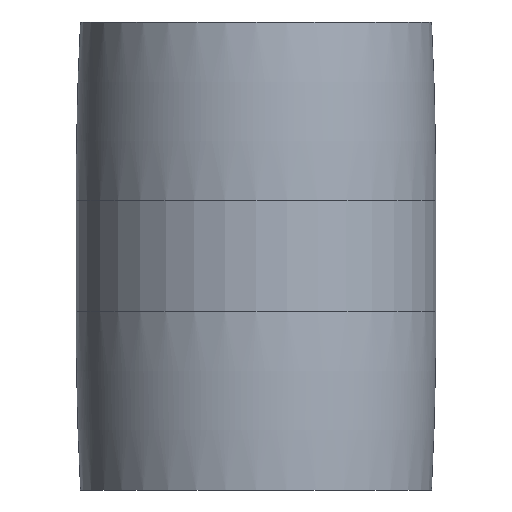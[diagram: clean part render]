
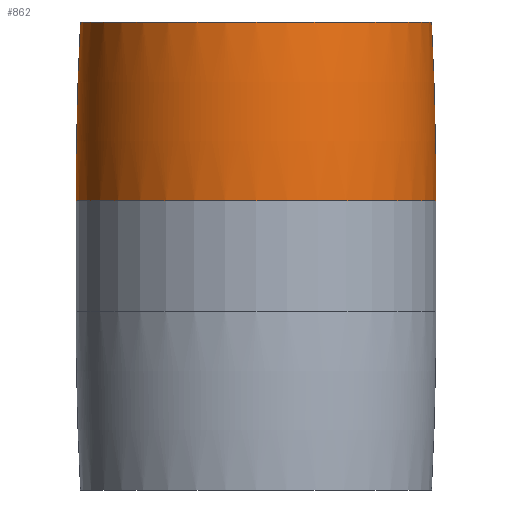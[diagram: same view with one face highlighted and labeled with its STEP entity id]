
A CAD part, front view. The second image highlights one B-rep face of the part: STEP entity #862.
In plain terms, the highlighted toroidal (fillet/blend) face has major radius 779.875 mm and minor radius 820.625 mm.
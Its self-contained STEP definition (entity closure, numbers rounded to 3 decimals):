
#18 = EDGE_CURVE ( 'NONE', #959, #220, #651, .T. ) ;
#27 = AXIS2_PLACEMENT_3D ( 'NONE', #471, #841, #764 ) ;
#72 = VERTEX_POINT ( 'NONE', #492 ) ;
#89 = CARTESIAN_POINT ( 'NONE',  ( 39.75, 0., 53. ) ) ;
#120 = AXIS2_PLACEMENT_3D ( 'NONE', #617, #696, #544 ) ;
#126 = DIRECTION ( 'NONE',  ( 0., 0., 1. ) ) ;
#153 = VERTEX_POINT ( 'NONE', #894 ) ;
#214 = AXIS2_PLACEMENT_3D ( 'NONE', #418, #126, #634 ) ;
#220 = VERTEX_POINT ( 'NONE', #89 ) ;
#287 = ORIENTED_EDGE ( 'NONE', *, *, #289, .F. ) ;
#289 = EDGE_CURVE ( 'NONE', #72, #153, #882, .T. ) ;
#312 = EDGE_CURVE ( 'NONE', #153, #220, #377, .T. ) ;
#369 = CARTESIAN_POINT ( 'NONE',  ( 40.75, 0., 12.5 ) ) ;
#377 = CIRCLE ( 'NONE', #120, 39.75 ) ;
#392 = AXIS2_PLACEMENT_3D ( 'NONE', #901, #459, #829 ) ;
#418 = CARTESIAN_POINT ( 'NONE',  ( 0., 0., 12.5 ) ) ;
#441 = DIRECTION ( 'NONE',  ( 0., -1., 0. ) ) ;
#459 = DIRECTION ( 'NONE',  ( 0., 0., 1. ) ) ;
#471 = CARTESIAN_POINT ( 'NONE',  ( 779.875, 0., 12.5 ) ) ;
#492 = CARTESIAN_POINT ( 'NONE',  ( -40.75, 0., 12.5 ) ) ;
#507 = EDGE_LOOP ( 'NONE', ( #287, #573, #812, #644 ) ) ;
#534 = FACE_OUTER_BOUND ( 'NONE', #507, .T. ) ;
#544 = DIRECTION ( 'NONE',  ( 1., 0., 0. ) ) ;
#559 = AXIS2_PLACEMENT_3D ( 'NONE', #929, #441, #735 ) ;
#573 = ORIENTED_EDGE ( 'NONE', *, *, #592, .T. ) ;
#592 = EDGE_CURVE ( 'NONE', #72, #959, #866, .T. ) ;
#617 = CARTESIAN_POINT ( 'NONE',  ( 0., 0., 53. ) ) ;
#634 = DIRECTION ( 'NONE',  ( 1., 0., 0. ) ) ;
#644 = ORIENTED_EDGE ( 'NONE', *, *, #312, .F. ) ;
#651 = CIRCLE ( 'NONE', #559, 820.625 ) ;
#678 = TOROIDAL_SURFACE ( 'NONE', #392, -779.875, 820.625 ) ;
#696 = DIRECTION ( 'NONE',  ( 0., 0., 1. ) ) ;
#735 = DIRECTION ( 'NONE',  ( 0., 0., -1. ) ) ;
#764 = DIRECTION ( 'NONE',  ( -1., 0., 0. ) ) ;
#812 = ORIENTED_EDGE ( 'NONE', *, *, #18, .T. ) ;
#829 = DIRECTION ( 'NONE',  ( 1., 0., 0. ) ) ;
#841 = DIRECTION ( 'NONE',  ( 0., 1., 0. ) ) ;
#862 = ADVANCED_FACE ( 'NONE', ( #534 ), #678, .T. ) ;
#866 = CIRCLE ( 'NONE', #214, 40.75 ) ;
#882 = CIRCLE ( 'NONE', #27, 820.625 ) ;
#894 = CARTESIAN_POINT ( 'NONE',  ( -39.75, 0., 53. ) ) ;
#901 = CARTESIAN_POINT ( 'NONE',  ( 0., 0., 12.5 ) ) ;
#929 = CARTESIAN_POINT ( 'NONE',  ( -779.875, 0., 12.5 ) ) ;
#959 = VERTEX_POINT ( 'NONE', #369 ) ;
